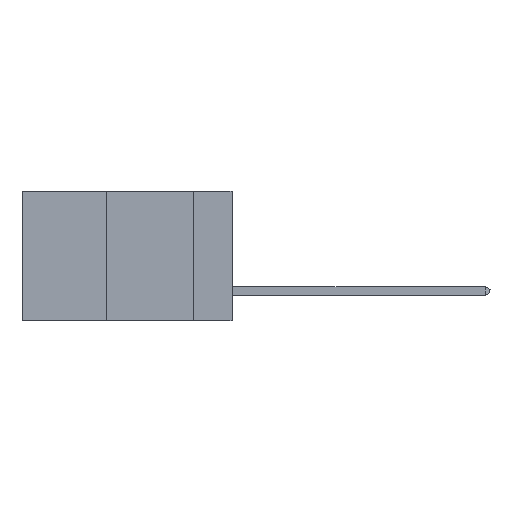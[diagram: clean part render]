
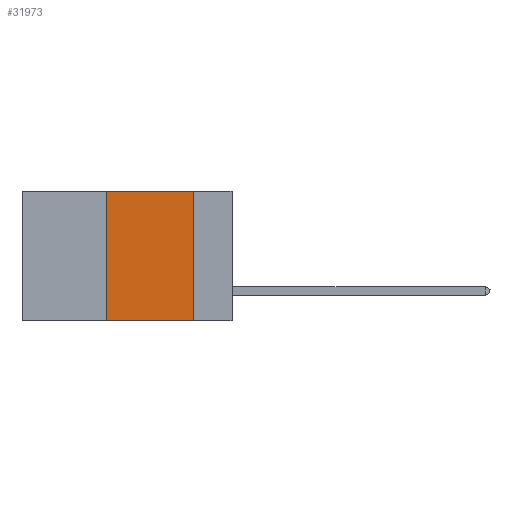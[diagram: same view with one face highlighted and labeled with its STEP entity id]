
A CAD part, left-side view. The second image highlights one B-rep face of the part: STEP entity #31973.
In plain terms, the highlighted planar face has unit normal (-1, 0, 0).
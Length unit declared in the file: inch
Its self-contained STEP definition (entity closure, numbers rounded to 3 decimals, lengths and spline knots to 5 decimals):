
#1897 = DIRECTION ( 'NONE',  ( 0., -1., 0. ) ) ;
#2467 = CARTESIAN_POINT ( 'NONE',  ( 0., 0.6, 0. ) ) ;
#3257 = ORIENTED_EDGE ( 'NONE', *, *, #45505, .F. ) ;
#3597 = AXIS2_PLACEMENT_3D ( 'NONE', #16548, #23214, #48002 ) ;
#4741 = CARTESIAN_POINT ( 'NONE',  ( 0., 0.11, 0. ) ) ;
#11244 = VECTOR ( 'NONE', #36441, 39.37008 ) ;
#14123 = VERTEX_POINT ( 'NONE', #31033 ) ;
#14643 = ORIENTED_EDGE ( 'NONE', *, *, #49225, .F. ) ;
#15459 = CARTESIAN_POINT ( 'NONE',  ( 0., 0.6, -0.37 ) ) ;
#16548 = CARTESIAN_POINT ( 'NONE',  ( 0., 0.6, 0. ) ) ;
#20093 = LINE ( 'NONE', #2467, #25012 ) ;
#20713 = EDGE_CURVE ( 'NONE', #27209, #38259, #20093, .T. ) ;
#21008 = VECTOR ( 'NONE', #47193, 39.37008 ) ;
#22905 = CARTESIAN_POINT ( 'NONE',  ( 0., 0.11, 0. ) ) ;
#23214 = DIRECTION ( 'NONE',  ( 1., 0., 0. ) ) ;
#25012 = VECTOR ( 'NONE', #1897, 39.37008 ) ;
#27209 = VERTEX_POINT ( 'NONE', #38557 ) ;
#27327 = ORIENTED_EDGE ( 'NONE', *, *, #20713, .F. ) ;
#28343 = VECTOR ( 'NONE', #32352, 39.37008 ) ;
#28364 = FACE_OUTER_BOUND ( 'NONE', #32257, .T. ) ;
#29403 = EDGE_CURVE ( 'NONE', #33953, #14123, #31558, .T. ) ;
#31033 = CARTESIAN_POINT ( 'NONE',  ( 0., 0.11, -0.37 ) ) ;
#31558 = LINE ( 'NONE', #15459, #11244 ) ;
#31973 = ADVANCED_FACE ( 'NONE', ( #28364 ), #46540, .F. ) ;
#32257 = EDGE_LOOP ( 'NONE', ( #3257, #27327, #14643, #37351 ) ) ;
#32352 = DIRECTION ( 'NONE',  ( 0., 0., -1. ) ) ;
#33953 = VERTEX_POINT ( 'NONE', #48880 ) ;
#36441 = DIRECTION ( 'NONE',  ( 0., -1., 0. ) ) ;
#37351 = ORIENTED_EDGE ( 'NONE', *, *, #29403, .T. ) ;
#38259 = VERTEX_POINT ( 'NONE', #22905 ) ;
#38418 = LINE ( 'NONE', #50915, #21008 ) ;
#38557 = CARTESIAN_POINT ( 'NONE',  ( 0., 0.36, 0. ) ) ;
#38953 = LINE ( 'NONE', #4741, #28343 ) ;
#45505 = EDGE_CURVE ( 'NONE', #38259, #14123, #38953, .T. ) ;
#46540 = PLANE ( 'NONE',  #3597 ) ;
#47193 = DIRECTION ( 'NONE',  ( 0., 0., 1. ) ) ;
#48002 = DIRECTION ( 'NONE',  ( 0., 0., -1. ) ) ;
#48880 = CARTESIAN_POINT ( 'NONE',  ( 0., 0.36, -0.37 ) ) ;
#49225 = EDGE_CURVE ( 'NONE', #33953, #27209, #38418, .T. ) ;
#50915 = CARTESIAN_POINT ( 'NONE',  ( 0., 0.36, 0. ) ) ;
